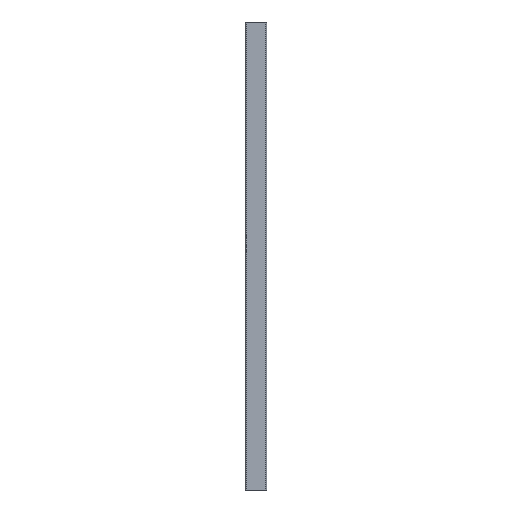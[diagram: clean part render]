
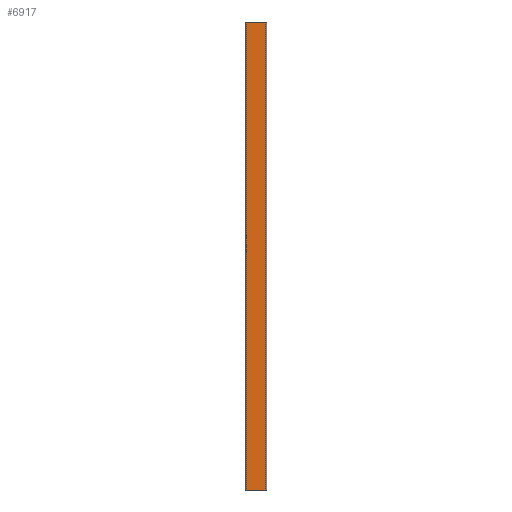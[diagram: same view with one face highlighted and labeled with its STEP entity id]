
A CAD part, left-side view. The second image highlights one B-rep face of the part: STEP entity #6917.
In plain terms, the highlighted planar face has unit normal (-1, 0, 0).
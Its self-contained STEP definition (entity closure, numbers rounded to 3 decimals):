
#152 = EDGE_CURVE ( 'NONE', #2148, #3034, #5786, .T. ) ;
#255 = EDGE_CURVE ( 'NONE', #2103, #2092, #2739, .T. ) ;
#539 = EDGE_CURVE ( 'NONE', #2103, #2148, #6818, .T. ) ;
#540 = EDGE_CURVE ( 'NONE', #2092, #3034, #6820, .T. ) ;
#850 = CARTESIAN_POINT ( 'NONE',  ( 1.414, 28.027, 1000. ) ) ;
#852 = PLANE ( 'NONE',  #6938 ) ;
#854 = DIRECTION ( 'NONE',  ( 1., 0., 0. ) ) ;
#855 = DIRECTION ( 'NONE',  ( 0., 0., -1. ) ) ;
#1605 = FACE_OUTER_BOUND ( 'NONE', #3144, .T. ) ;
#2092 = VERTEX_POINT ( 'NONE', #5418 ) ;
#2103 = VERTEX_POINT ( 'NONE', #5429 ) ;
#2148 = VERTEX_POINT ( 'NONE', #5474 ) ;
#2272 = CARTESIAN_POINT ( 'NONE',  ( 1.414, 28.027, 1000. ) ) ;
#2273 = DIRECTION ( 'NONE',  ( 0., -1., 0. ) ) ;
#2739 = LINE ( 'NONE', #2272, #2741 ) ;
#2741 = VECTOR ( 'NONE', #2273, 1000. ) ;
#3034 = VERTEX_POINT ( 'NONE', #3383 ) ;
#3144 = EDGE_LOOP ( 'NONE', ( #4098, #4087, #4086, #4091 ) ) ;
#3262 = CARTESIAN_POINT ( 'NONE',  ( 1.414, 69.027, 1000. ) ) ;
#3263 = DIRECTION ( 'NONE',  ( 0., 0., -1. ) ) ;
#3264 = CARTESIAN_POINT ( 'NONE',  ( 1.414, 28.027, 1000. ) ) ;
#3265 = DIRECTION ( 'NONE',  ( 0., 0., -1. ) ) ;
#3383 = CARTESIAN_POINT ( 'NONE',  ( 1.414, 28.027, 0. ) ) ;
#4086 = ORIENTED_EDGE ( 'NONE', *, *, #255, .F. ) ;
#4087 = ORIENTED_EDGE ( 'NONE', *, *, #540, .F. ) ;
#4091 = ORIENTED_EDGE ( 'NONE', *, *, #539, .T. ) ;
#4098 = ORIENTED_EDGE ( 'NONE', *, *, #152, .T. ) ;
#4796 = CARTESIAN_POINT ( 'NONE',  ( 1.414, 28.027, 0. ) ) ;
#4798 = DIRECTION ( 'NONE',  ( 0., -1., 0. ) ) ;
#5418 = CARTESIAN_POINT ( 'NONE',  ( 1.414, 28.027, 1000. ) ) ;
#5429 = CARTESIAN_POINT ( 'NONE',  ( 1.414, 69.027, 1000. ) ) ;
#5474 = CARTESIAN_POINT ( 'NONE',  ( 1.414, 69.027, 0. ) ) ;
#5786 = LINE ( 'NONE', #4796, #5789 ) ;
#5789 = VECTOR ( 'NONE', #4798, 1000. ) ;
#6818 = LINE ( 'NONE', #3262, #6821 ) ;
#6820 = LINE ( 'NONE', #3264, #6823 ) ;
#6821 = VECTOR ( 'NONE', #3263, 1000. ) ;
#6823 = VECTOR ( 'NONE', #3265, 1000. ) ;
#6917 = ADVANCED_FACE ( 'NONE', ( #1605 ), #852, .F. ) ;
#6938 = AXIS2_PLACEMENT_3D ( 'NONE', #850, #854, #855 ) ;
